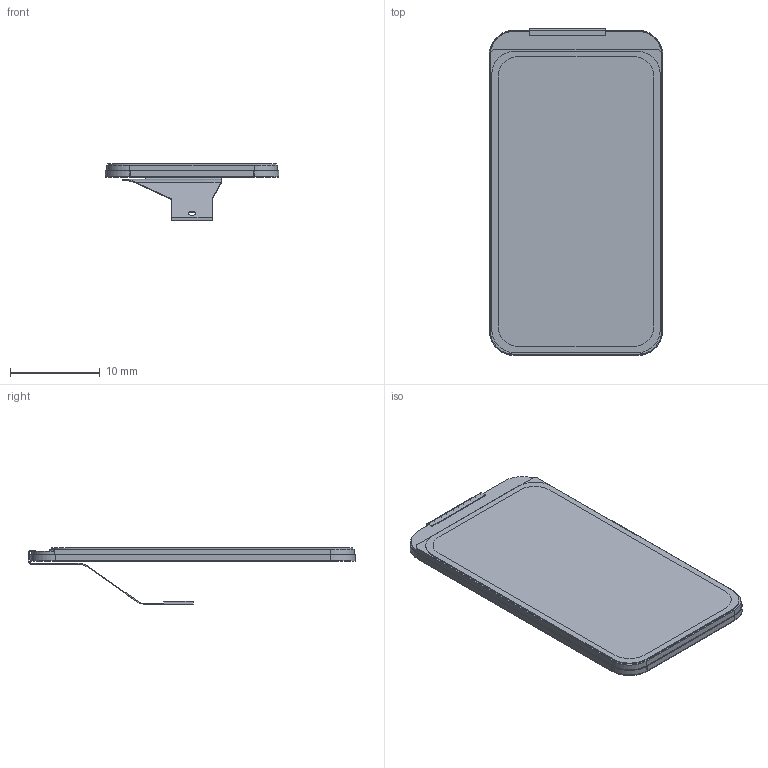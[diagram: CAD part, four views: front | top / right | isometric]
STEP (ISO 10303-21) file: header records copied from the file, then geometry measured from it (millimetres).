
FILE_DESCRIPTION(/* description */ ('STEP AP214','CAx-IF Rec.Pracs.---Representation and Presentation of Product Manufacturing Information (PMI)---4.0---2014-10-13'),/* implementation_level */ '2;1');
FILE_NAME(/* name */ 'ER-TFT1.47A1 ST7789 5mm-high bent -1.5mm.step',/* time_stamp */ '2025-01-23T00:04:49+01:00',/* author */ (''),/* organization */ (''),/* preprocessor_version */ 'ST-DEVELOPER v20',/* originating_system */ 'Autodesk Translation Framework v13.20.0.188',/* authorisation */ '');
FILE_SCHEMA (('AP242_MANAGED_MODEL_BASED_3D_ENGINEERING_MIM_LF { 1 0 10303 442 1 1 4 }'));
Length unit declared in the file: millimetre
Products named in the file (2): ER-TFT1.47A1-1; ER-TFT1.47A1-1_1
Assembly tree (1 placements, depth 2):
  ER-TFT1.47A1-1
    ER-TFT1.47A1-1_1
Bounding box: 19.39 x 36.47 x 6.25 mm (x, y, z)
Volume: 1004.4 mm3; surface area: 1993 mm2
Topology: 1 solids, 1 shells, 106 faces, 287 edges, 188 vertices
Faces by surface type: plane 72, cylinder 32, bspline 2
Full cylindrical faces by diameter (mm): 0.8 x2
Entity records: 3533 total; most frequent: CARTESIAN_POINT 626, ORIENTED_EDGE 574, DIRECTION 565, EDGE_CURVE 287, LINE 215, VECTOR 215, VERTEX_POINT 188, AXIS2_PLACEMENT_3D 175
